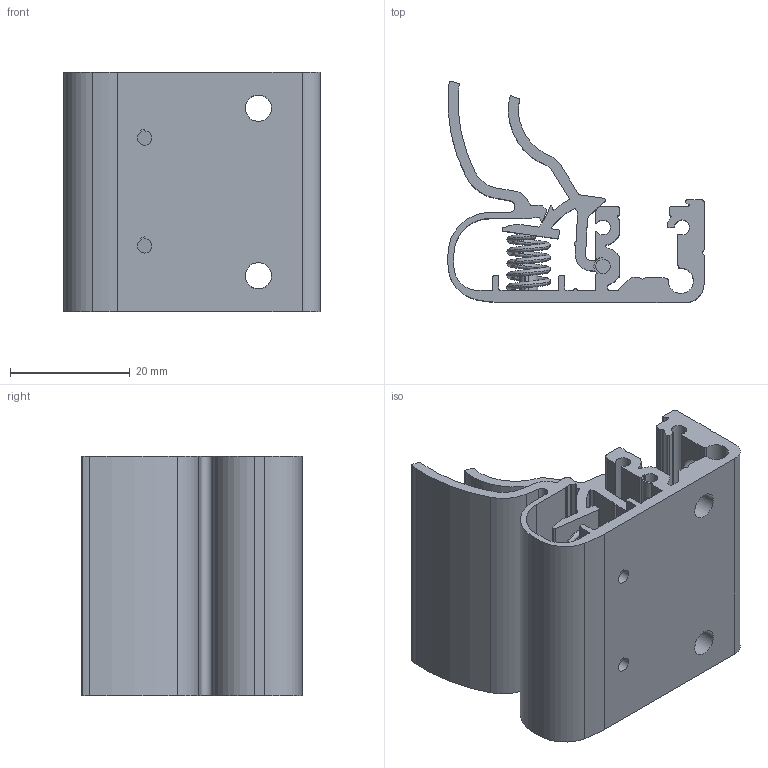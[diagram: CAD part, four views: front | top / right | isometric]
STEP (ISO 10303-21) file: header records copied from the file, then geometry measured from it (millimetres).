
FILE_DESCRIPTION((''),'2;1');
FILE_NAME('DB007435_K-HALT_SOLO__SW0001','2018-02-21T',('cmozuch'),(''),'PRO/ENGINEER BY PARAMETRIC TECHNOLOGY CORPORATION, 2015440','PRO/ENGINEER BY PARAMETRIC TECHNOLOGY CORPORATION, 2015440','');
FILE_SCHEMA(('CONFIG_CONTROL_DESIGN'));
Length unit declared in the file: millimetre
Products named in the file (1): DB007435_K-HALT_SOLO__SW0001
Bounding box: 42.8 x 36.92 x 40 mm (x, y, z)
Volume: 13547 mm3; surface area: 16371.6 mm2
Topology: 1 solids, 1 shells, 244 faces, 726 edges, 476 vertices
Faces by surface type: cylinder 129, plane 107, bspline 8
Entity records: 12955 total; most frequent: CARTESIAN_POINT 3542, ORIENTED_EDGE 1452, DIRECTION 1416, EDGE_CURVE 726, AXIS2_PLACEMENT_3D 508, VERTEX_POINT 476, FILL_AREA_STYLE_COLOUR 424, FILL_AREA_STYLE 424
